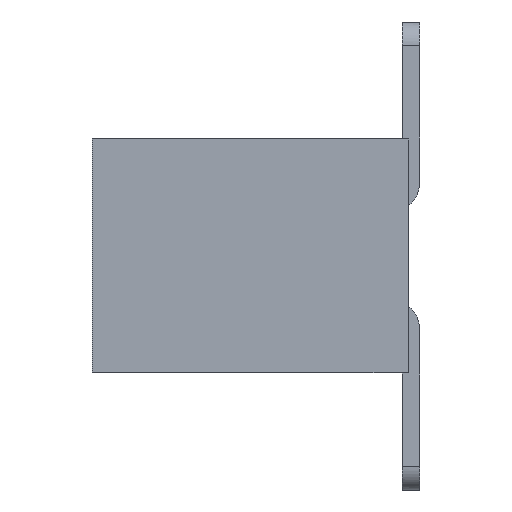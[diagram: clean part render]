
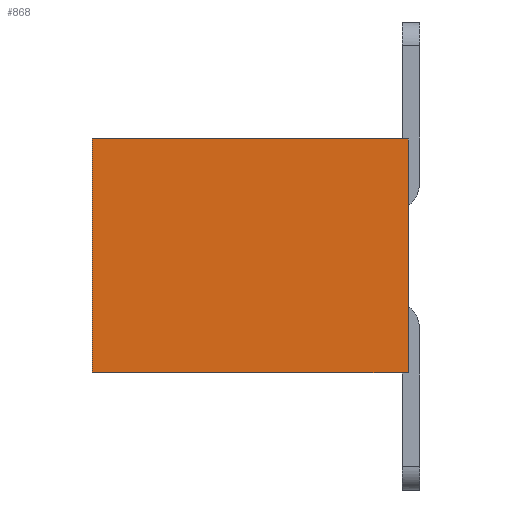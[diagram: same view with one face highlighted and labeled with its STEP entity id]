
A CAD part, left-side view. The second image highlights one B-rep face of the part: STEP entity #868.
In plain terms, the highlighted planar face has unit normal (-1, 0, 0).
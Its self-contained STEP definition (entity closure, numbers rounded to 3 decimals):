
#387=CARTESIAN_POINT('',(-10.,-0.35,-3.));
#388=VERTEX_POINT('',#387);
#398=CARTESIAN_POINT('',(-10.,2.35,-3.));
#399=VERTEX_POINT('',#398);
#400=CARTESIAN_POINT('',(-10.,-0.35,-3.));
#401=CARTESIAN_POINT('',(-10.,0.19,-3.));
#402=CARTESIAN_POINT('',(-10.,0.73,-3.));
#403=CARTESIAN_POINT('',(-10.,1.27,-3.));
#404=CARTESIAN_POINT('',(-10.,1.81,-3.));
#405=CARTESIAN_POINT('',(-10.,2.35,-3.));
#406=B_SPLINE_CURVE_WITH_KNOTS('',5,(#400,#401,#402,#403,#404,#405),.UNSPECIFIED.,.F.,.U.,(6,6),(0.,2.7),.UNSPECIFIED.);
#407=EDGE_CURVE('',#388,#399,#406,.T.);
#462=CARTESIAN_POINT('',(-10.,-0.35,-1.));
#463=VERTEX_POINT('',#462);
#824=CARTESIAN_POINT('',(-10.,2.35,-1.));
#825=VERTEX_POINT('',#824);
#832=CARTESIAN_POINT('',(-10.,2.35,-1.));
#833=CARTESIAN_POINT('',(-10.,1.81,-1.));
#834=CARTESIAN_POINT('',(-10.,1.27,-1.));
#835=CARTESIAN_POINT('',(-10.,0.73,-1.));
#836=CARTESIAN_POINT('',(-10.,0.19,-1.));
#837=CARTESIAN_POINT('',(-10.,-0.35,-1.));
#838=B_SPLINE_CURVE_WITH_KNOTS('',5,(#832,#833,#834,#835,#836,#837),.UNSPECIFIED.,.F.,.U.,(6,6),(0.,2.7),.UNSPECIFIED.);
#839=EDGE_CURVE('',#825,#463,#838,.T.);
#844=CARTESIAN_POINT('',(-10.,1.,-2.));
#845=DIRECTION('',(0.,0.,1.));
#846=DIRECTION('',(-1.,0.,0.));
#847=AXIS2_PLACEMENT_3D('',#844,#846,#845);
#848=PLANE('',#847);
#849=CARTESIAN_POINT('',(-10.,-0.35,-1.));
#850=CARTESIAN_POINT('',(-10.,-0.35,-1.4));
#851=CARTESIAN_POINT('',(-10.,-0.35,-1.8));
#852=CARTESIAN_POINT('',(-10.,-0.35,-2.2));
#853=CARTESIAN_POINT('',(-10.,-0.35,-2.6));
#854=CARTESIAN_POINT('',(-10.,-0.35,-3.));
#855=B_SPLINE_CURVE_WITH_KNOTS('',5,(#849,#850,#851,#852,#853,#854),.UNSPECIFIED.,.F.,.U.,(6,6),(0.,2.),.UNSPECIFIED.);
#856=EDGE_CURVE('',#463,#388,#855,.T.);
#857=ORIENTED_EDGE('',*,*,#856,.F.);
#858=ORIENTED_EDGE('',*,*,#839,.F.);
#859=CARTESIAN_POINT('',(-10.,2.35,-1.));
#860=DIRECTION('',(0.,0.,-1.));
#861=VECTOR('',#860,2.);
#862=LINE('',#859,#861);
#863=EDGE_CURVE('',#825,#399,#862,.T.);
#864=ORIENTED_EDGE('',*,*,#863,.T.);
#865=ORIENTED_EDGE('',*,*,#407,.F.);
#866=EDGE_LOOP('',(#857,#858,#864,#865));
#867=FACE_OUTER_BOUND('',#866,.T.);
#868=ADVANCED_FACE('',(#867),#848,.T.);
